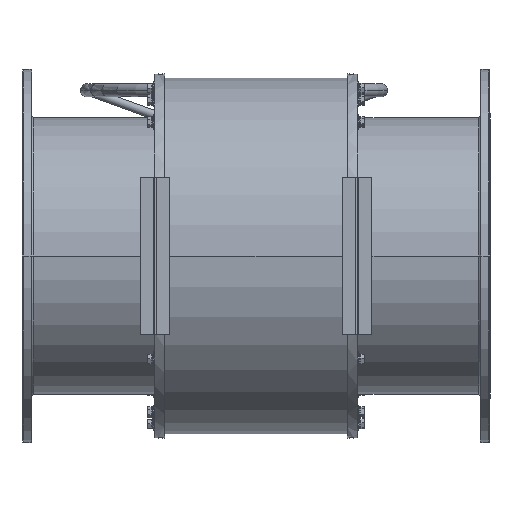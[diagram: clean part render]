
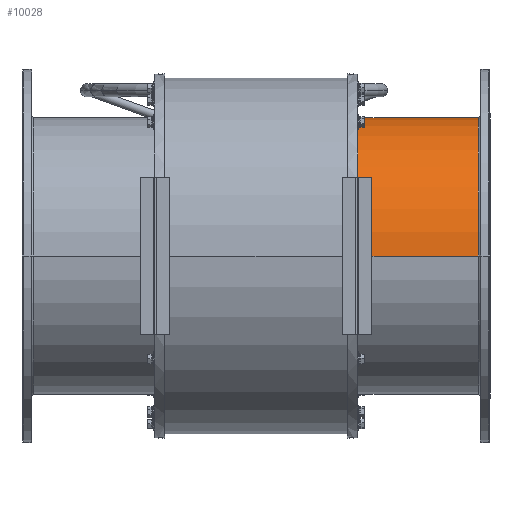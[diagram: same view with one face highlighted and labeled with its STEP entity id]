
A CAD part, front view. The second image highlights one B-rep face of the part: STEP entity #10028.
In plain terms, the highlighted cylindrical face has radius 315.5 mm (diameter 631 mm), a partial arc.
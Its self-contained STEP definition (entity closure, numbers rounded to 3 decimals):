
#2057 = CARTESIAN_POINT ( 'NONE',  ( 232.5, 315.5, 0. ) ) ;
#2611 = ORIENTED_EDGE ( 'NONE', *, *, #24973, .T. ) ;
#2795 = CARTESIAN_POINT ( 'NONE',  ( 232.5, 0., 0. ) ) ;
#3323 = VECTOR ( 'NONE', #18136, 1000. ) ;
#3482 = VERTEX_POINT ( 'NONE', #8434 ) ;
#3644 = EDGE_LOOP ( 'NONE', ( #4494, #25576, #2611, #20208 ) ) ;
#4494 = ORIENTED_EDGE ( 'NONE', *, *, #13611, .T. ) ;
#5093 = CIRCLE ( 'NONE', #22843, 315.5 ) ;
#7825 = VECTOR ( 'NONE', #18966, 1000. ) ;
#7839 = VERTEX_POINT ( 'NONE', #12363 ) ;
#8434 = CARTESIAN_POINT ( 'NONE',  ( 506.5, 315.5, 0. ) ) ;
#8709 = CARTESIAN_POINT ( 'NONE',  ( 506.5, 0., 0. ) ) ;
#10028 = ADVANCED_FACE ( 'NONE', ( #14369 ), #22854, .T. ) ;
#10485 = CARTESIAN_POINT ( 'NONE',  ( -533.5, -315.5, 0. ) ) ;
#10799 = DIRECTION ( 'NONE',  ( 0., 1., 0. ) ) ;
#11138 = AXIS2_PLACEMENT_3D ( 'NONE', #2795, #15453, #11145 ) ;
#11145 = DIRECTION ( 'NONE',  ( 0., 0., -1. ) ) ;
#12363 = CARTESIAN_POINT ( 'NONE',  ( 232.5, -315.5, 0. ) ) ;
#13611 = EDGE_CURVE ( 'NONE', #18381, #3482, #5093, .T. ) ;
#13714 = EDGE_CURVE ( 'NONE', #3482, #22408, #24534, .T. ) ;
#14369 = FACE_OUTER_BOUND ( 'NONE', #3644, .T. ) ;
#14858 = AXIS2_PLACEMENT_3D ( 'NONE', #20772, #20913, #16046 ) ;
#15453 = DIRECTION ( 'NONE',  ( 1., 0., 0. ) ) ;
#16010 = EDGE_CURVE ( 'NONE', #18381, #7839, #21180, .T. ) ;
#16046 = DIRECTION ( 'NONE',  ( 0., -1., 0. ) ) ;
#17185 = DIRECTION ( 'NONE',  ( -1., 0., 0. ) ) ;
#18136 = DIRECTION ( 'NONE',  ( -1., 0., 0. ) ) ;
#18381 = VERTEX_POINT ( 'NONE', #26855 ) ;
#18966 = DIRECTION ( 'NONE',  ( -1., 0., 0. ) ) ;
#20208 = ORIENTED_EDGE ( 'NONE', *, *, #16010, .F. ) ;
#20217 = CARTESIAN_POINT ( 'NONE',  ( -533.5, 315.5, 0. ) ) ;
#20772 = CARTESIAN_POINT ( 'NONE',  ( -533.5, 0., 0. ) ) ;
#20913 = DIRECTION ( 'NONE',  ( -1., 0., 0. ) ) ;
#21180 = LINE ( 'NONE', #10485, #7825 ) ;
#22408 = VERTEX_POINT ( 'NONE', #2057 ) ;
#22843 = AXIS2_PLACEMENT_3D ( 'NONE', #8709, #17185, #10799 ) ;
#22854 = CYLINDRICAL_SURFACE ( 'NONE', #14858, 315.5 ) ;
#24013 = CIRCLE ( 'NONE', #11138, 315.5 ) ;
#24534 = LINE ( 'NONE', #20217, #3323 ) ;
#24973 = EDGE_CURVE ( 'NONE', #22408, #7839, #24013, .T. ) ;
#25576 = ORIENTED_EDGE ( 'NONE', *, *, #13714, .T. ) ;
#26855 = CARTESIAN_POINT ( 'NONE',  ( 506.5, -315.5, 0. ) ) ;
